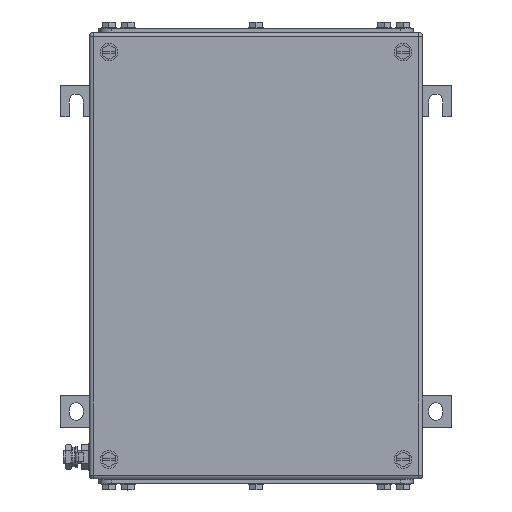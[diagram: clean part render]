
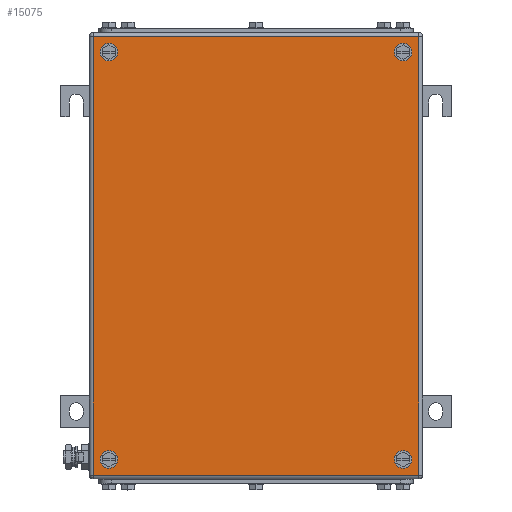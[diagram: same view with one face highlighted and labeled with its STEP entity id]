
A CAD part, top view. The second image highlights one B-rep face of the part: STEP entity #15075.
In plain terms, the highlighted planar face has unit normal (0, 0, 1).
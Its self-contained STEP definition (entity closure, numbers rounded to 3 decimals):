
#14949=AXIS2_PLACEMENT_3D('Circle Axis2P3D',#14947,#14948,$) ;
#14976=AXIS2_PLACEMENT_3D('Plane Axis2P3D',#14973,#14974,#14975) ;
#15014=AXIS2_PLACEMENT_3D('Circle Axis2P3D',#15012,#15013,$) ;
#15023=AXIS2_PLACEMENT_3D('Circle Axis2P3D',#15021,#15022,$) ;
#15032=AXIS2_PLACEMENT_3D('Circle Axis2P3D',#15030,#15031,$) ;
#15041=AXIS2_PLACEMENT_3D('Circle Axis2P3D',#15039,#15040,$) ;
#15050=AXIS2_PLACEMENT_3D('Circle Axis2P3D',#15048,#15049,$) ;
#15059=AXIS2_PLACEMENT_3D('Circle Axis2P3D',#15057,#15058,$) ;
#15068=AXIS2_PLACEMENT_3D('Circle Axis2P3D',#15066,#15067,$) ;
#14944=CARTESIAN_POINT('Vertex',(41.5,348.5,203.5)) ;
#14947=CARTESIAN_POINT('Axis2P3D Location',(38.,348.5,203.5)) ;
#14951=CARTESIAN_POINT('Vertex',(34.5,348.5,203.5)) ;
#14973=CARTESIAN_POINT('Axis2P3D Location',(155.5,186.,203.5)) ;
#14978=CARTESIAN_POINT('Line Origine',(155.5,360.5,203.5)) ;
#14982=CARTESIAN_POINT('Vertex',(285.,360.5,203.5)) ;
#14984=CARTESIAN_POINT('Vertex',(26.,360.5,203.5)) ;
#14987=CARTESIAN_POINT('Line Origine',(26.,186.,203.5)) ;
#14991=CARTESIAN_POINT('Vertex',(26.,11.5,203.5)) ;
#14994=CARTESIAN_POINT('Line Origine',(155.5,11.5,203.5)) ;
#14998=CARTESIAN_POINT('Vertex',(285.,11.5,203.5)) ;
#15001=CARTESIAN_POINT('Line Origine',(285.,186.,203.5)) ;
#15012=CARTESIAN_POINT('Axis2P3D Location',(38.,348.5,203.5)) ;
#15021=CARTESIAN_POINT('Axis2P3D Location',(38.,23.5,203.5)) ;
#15025=CARTESIAN_POINT('Vertex',(34.5,23.5,203.5)) ;
#15027=CARTESIAN_POINT('Vertex',(41.5,23.5,203.5)) ;
#15030=CARTESIAN_POINT('Axis2P3D Location',(38.,23.5,203.5)) ;
#15039=CARTESIAN_POINT('Axis2P3D Location',(273.,23.5,203.5)) ;
#15043=CARTESIAN_POINT('Vertex',(276.5,23.5,203.5)) ;
#15045=CARTESIAN_POINT('Vertex',(269.5,23.5,203.5)) ;
#15048=CARTESIAN_POINT('Axis2P3D Location',(273.,23.5,203.5)) ;
#15057=CARTESIAN_POINT('Axis2P3D Location',(273.,348.5,203.5)) ;
#15061=CARTESIAN_POINT('Vertex',(276.5,348.5,203.5)) ;
#15063=CARTESIAN_POINT('Vertex',(269.5,348.5,203.5)) ;
#15066=CARTESIAN_POINT('Axis2P3D Location',(273.,348.5,203.5)) ;
#14948=DIRECTION('Axis2P3D Direction',(0.,0.,1.)) ;
#14974=DIRECTION('Axis2P3D Direction',(0.,0.,1.)) ;
#14975=DIRECTION('Axis2P3D XDirection',(1.,0.,0.)) ;
#14979=DIRECTION('Vector Direction',(1.,0.,0.)) ;
#14988=DIRECTION('Vector Direction',(0.,-1.,0.)) ;
#14995=DIRECTION('Vector Direction',(1.,0.,0.)) ;
#15002=DIRECTION('Vector Direction',(0.,1.,0.)) ;
#15013=DIRECTION('Axis2P3D Direction',(0.,0.,1.)) ;
#15022=DIRECTION('Axis2P3D Direction',(0.,0.,1.)) ;
#15031=DIRECTION('Axis2P3D Direction',(0.,0.,1.)) ;
#15040=DIRECTION('Axis2P3D Direction',(0.,0.,1.)) ;
#15049=DIRECTION('Axis2P3D Direction',(0.,0.,1.)) ;
#15058=DIRECTION('Axis2P3D Direction',(0.,0.,1.)) ;
#15067=DIRECTION('Axis2P3D Direction',(0.,0.,1.)) ;
#14980=VECTOR('Line Direction',#14979,1.) ;
#14989=VECTOR('Line Direction',#14988,1.) ;
#14996=VECTOR('Line Direction',#14995,1.) ;
#15003=VECTOR('Line Direction',#15002,1.) ;
#15007=ORIENTED_EDGE('',*,*,#14986,.T.) ;
#15008=ORIENTED_EDGE('',*,*,#14993,.T.) ;
#15009=ORIENTED_EDGE('',*,*,#15000,.T.) ;
#15010=ORIENTED_EDGE('',*,*,#15005,.T.) ;
#15018=ORIENTED_EDGE('',*,*,#15016,.F.) ;
#15019=ORIENTED_EDGE('',*,*,#14953,.F.) ;
#15036=ORIENTED_EDGE('',*,*,#15029,.F.) ;
#15037=ORIENTED_EDGE('',*,*,#15034,.F.) ;
#15054=ORIENTED_EDGE('',*,*,#15047,.F.) ;
#15055=ORIENTED_EDGE('',*,*,#15052,.F.) ;
#15072=ORIENTED_EDGE('',*,*,#15065,.F.) ;
#15073=ORIENTED_EDGE('',*,*,#15070,.F.) ;
#15020=FACE_BOUND('',#15017,.T.) ;
#15038=FACE_BOUND('',#15035,.T.) ;
#15056=FACE_BOUND('',#15053,.T.) ;
#15074=FACE_BOUND('',#15071,.T.) ;
#15075=ADVANCED_FACE('ZUB_KTB_FS_352620_2GP_AllCATPart.1\\ZUB_DE_KTB_FS_260x260.1\\DE_KTB_MH_PART_MASTER.1\\Koerper.2',(#15011,#15020,#15038,#15056,#15074),#14977,.T.) ;
#14950=CIRCLE('generated circle',#14949,3.5) ;
#15015=CIRCLE('generated circle',#15014,3.5) ;
#15024=CIRCLE('generated circle',#15023,3.5) ;
#15033=CIRCLE('generated circle',#15032,3.5) ;
#15042=CIRCLE('generated circle',#15041,3.5) ;
#15051=CIRCLE('generated circle',#15050,3.5) ;
#15060=CIRCLE('generated circle',#15059,3.5) ;
#15069=CIRCLE('generated circle',#15068,3.5) ;
#14953=EDGE_CURVE('',#14945,#14952,#14950,.T.) ;
#14986=EDGE_CURVE('',#14983,#14985,#14981,.F.) ;
#14993=EDGE_CURVE('',#14985,#14992,#14990,.T.) ;
#15000=EDGE_CURVE('',#14992,#14999,#14997,.T.) ;
#15005=EDGE_CURVE('',#14999,#14983,#15004,.T.) ;
#15016=EDGE_CURVE('',#14952,#14945,#15015,.T.) ;
#15029=EDGE_CURVE('',#15026,#15028,#15024,.T.) ;
#15034=EDGE_CURVE('',#15028,#15026,#15033,.T.) ;
#15047=EDGE_CURVE('',#15044,#15046,#15042,.T.) ;
#15052=EDGE_CURVE('',#15046,#15044,#15051,.T.) ;
#15065=EDGE_CURVE('',#15062,#15064,#15060,.T.) ;
#15070=EDGE_CURVE('',#15064,#15062,#15069,.T.) ;
#15006=EDGE_LOOP('',(#15007,#15008,#15009,#15010)) ;
#15017=EDGE_LOOP('',(#15018,#15019)) ;
#15035=EDGE_LOOP('',(#15036,#15037)) ;
#15053=EDGE_LOOP('',(#15054,#15055)) ;
#15071=EDGE_LOOP('',(#15072,#15073)) ;
#15011=FACE_OUTER_BOUND('',#15006,.T.) ;
#14981=LINE('Line',#14978,#14980) ;
#14990=LINE('Line',#14987,#14989) ;
#14997=LINE('Line',#14994,#14996) ;
#15004=LINE('Line',#15001,#15003) ;
#14977=PLANE('',#14976) ;
#14945=VERTEX_POINT('',#14944) ;
#14952=VERTEX_POINT('',#14951) ;
#14983=VERTEX_POINT('',#14982) ;
#14985=VERTEX_POINT('',#14984) ;
#14992=VERTEX_POINT('',#14991) ;
#14999=VERTEX_POINT('',#14998) ;
#15026=VERTEX_POINT('',#15025) ;
#15028=VERTEX_POINT('',#15027) ;
#15044=VERTEX_POINT('',#15043) ;
#15046=VERTEX_POINT('',#15045) ;
#15062=VERTEX_POINT('',#15061) ;
#15064=VERTEX_POINT('',#15063) ;
